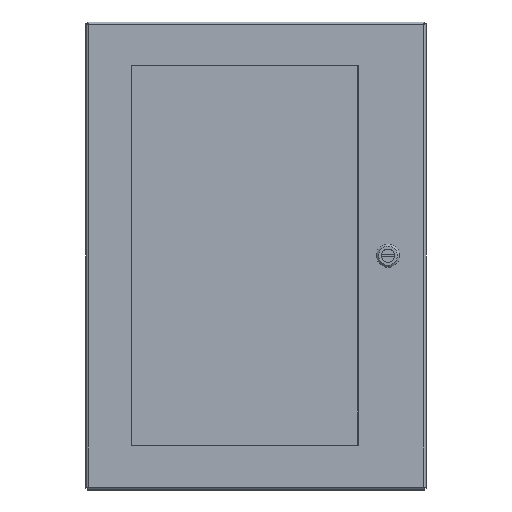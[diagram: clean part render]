
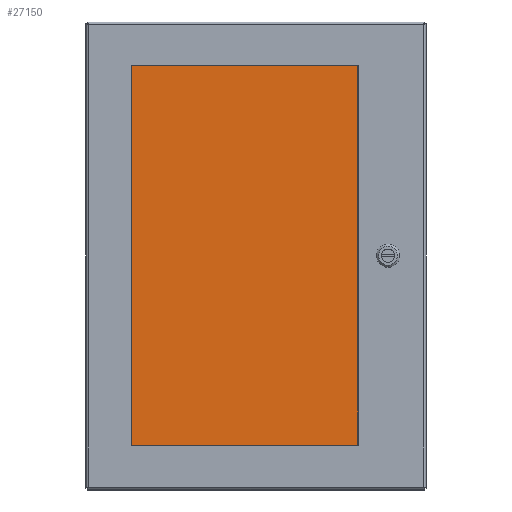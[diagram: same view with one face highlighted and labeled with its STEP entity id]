
A CAD part, front view. The second image highlights one B-rep face of the part: STEP entity #27150.
In plain terms, the highlighted planar face has unit normal (0, -1, 0).
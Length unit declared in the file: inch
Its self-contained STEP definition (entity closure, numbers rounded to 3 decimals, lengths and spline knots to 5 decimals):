
#385 = LINE ( 'NONE', #17308, #12739 ) ;
#766 = VERTEX_POINT ( 'NONE', #14625 ) ;
#1532 = ORIENTED_EDGE ( 'NONE', *, *, #23127, .F. ) ;
#2382 = DIRECTION ( 'NONE',  ( 0., 0., -1. ) ) ;
#3852 = DIRECTION ( 'NONE',  ( 0., -1., 0. ) ) ;
#4180 = VERTEX_POINT ( 'NONE', #35139 ) ;
#4613 = DIRECTION ( 'NONE',  ( 1., 0., 0. ) ) ;
#6603 = CARTESIAN_POINT ( 'NONE',  ( 5.2055, -1.796, -20.434 ) ) ;
#8149 = VECTOR ( 'NONE', #4613, 39.37008 ) ;
#9327 = PLANE ( 'NONE',  #33092 ) ;
#10064 = EDGE_CURVE ( 'NONE', #766, #25827, #23554, .T. ) ;
#10980 = VECTOR ( 'NONE', #34672, 39.37008 ) ;
#11209 = CARTESIAN_POINT ( 'NONE',  ( -5.9195, -1.796, -20.059 ) ) ;
#11251 = VERTEX_POINT ( 'NONE', #11209 ) ;
#12739 = VECTOR ( 'NONE', #27932, 39.37008 ) ;
#12765 = VECTOR ( 'NONE', #2382, 39.37008 ) ;
#14625 = CARTESIAN_POINT ( 'NONE',  ( -5.9195, -1.796, -2.059 ) ) ;
#16541 = CARTESIAN_POINT ( 'NONE',  ( 4.8305, -1.796, -20.059 ) ) ;
#17308 = CARTESIAN_POINT ( 'NONE',  ( -5.9195, -1.796, -2.059 ) ) ;
#17696 = DIRECTION ( 'NONE',  ( 0., 0., 1. ) ) ;
#20268 = FACE_OUTER_BOUND ( 'NONE', #24374, .T. ) ;
#23127 = EDGE_CURVE ( 'NONE', #11251, #766, #385, .T. ) ;
#23521 = LINE ( 'NONE', #31758, #10980 ) ;
#23537 = EDGE_CURVE ( 'NONE', #25827, #4180, #27355, .T. ) ;
#23554 = LINE ( 'NONE', #31788, #8149 ) ;
#24374 = EDGE_LOOP ( 'NONE', ( #1532, #24855, #25454, #33683 ) ) ;
#24855 = ORIENTED_EDGE ( 'NONE', *, *, #26041, .F. ) ;
#25454 = ORIENTED_EDGE ( 'NONE', *, *, #23537, .F. ) ;
#25827 = VERTEX_POINT ( 'NONE', #35795 ) ;
#26041 = EDGE_CURVE ( 'NONE', #4180, #11251, #23521, .T. ) ;
#27150 = ADVANCED_FACE ( 'NONE', ( #20268 ), #9327, .T. ) ;
#27355 = LINE ( 'NONE', #16541, #12765 ) ;
#27932 = DIRECTION ( 'NONE',  ( 0., 0., 1. ) ) ;
#31758 = CARTESIAN_POINT ( 'NONE',  ( -5.9195, -1.796, -20.059 ) ) ;
#31788 = CARTESIAN_POINT ( 'NONE',  ( 4.8305, -1.796, -2.059 ) ) ;
#33092 = AXIS2_PLACEMENT_3D ( 'NONE', #6603, #3852, #17696 ) ;
#33683 = ORIENTED_EDGE ( 'NONE', *, *, #10064, .F. ) ;
#34672 = DIRECTION ( 'NONE',  ( -1., 0., 0. ) ) ;
#35139 = CARTESIAN_POINT ( 'NONE',  ( 4.8305, -1.796, -20.059 ) ) ;
#35795 = CARTESIAN_POINT ( 'NONE',  ( 4.8305, -1.796, -2.059 ) ) ;
